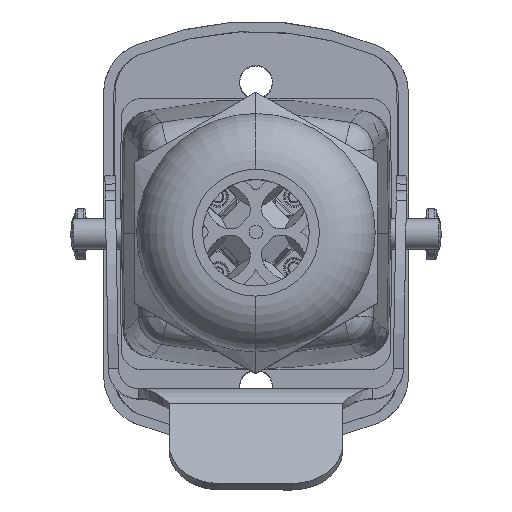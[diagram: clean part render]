
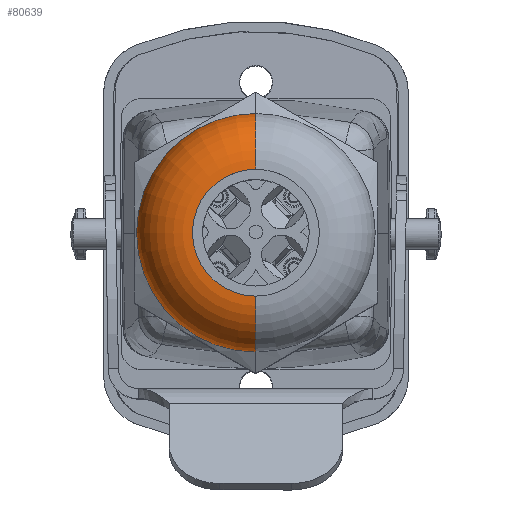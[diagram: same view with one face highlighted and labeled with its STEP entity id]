
A CAD part, top view. The second image highlights one B-rep face of the part: STEP entity #80639.
In plain terms, the highlighted toroidal (fillet/blend) face has major radius 6.25 mm and minor radius 5.5 mm.
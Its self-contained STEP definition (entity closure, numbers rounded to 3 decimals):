
#80522=AXIS2_PLACEMENT_3D('Circle Axis2P3D',#80520,#80521,$) ;
#80612=AXIS2_PLACEMENT_3D('Torus Axis2P3D',#80609,#80610,#80611) ;
#80616=AXIS2_PLACEMENT_3D('Circle Axis2P3D',#80614,#80615,$) ;
#80623=AXIS2_PLACEMENT_3D('Circle Axis2P3D',#80621,#80622,$) ;
#80630=AXIS2_PLACEMENT_3D('Circle Axis2P3D',#80628,#80629,$) ;
#80510=CARTESIAN_POINT('Vertex',(18.242,37.,102.8)) ;
#80517=CARTESIAN_POINT('Vertex',(18.242,13.5,102.8)) ;
#80520=CARTESIAN_POINT('Axis2P3D Location',(18.242,25.25,102.8)) ;
#80609=CARTESIAN_POINT('Axis2P3D Location',(18.242,25.25,102.8)) ;
#80614=CARTESIAN_POINT('Axis2P3D Location',(18.242,31.5,102.8)) ;
#80618=CARTESIAN_POINT('Vertex',(18.242,31.5,108.3)) ;
#80621=CARTESIAN_POINT('Axis2P3D Location',(18.242,19.,102.8)) ;
#80625=CARTESIAN_POINT('Vertex',(18.242,19.,108.3)) ;
#80628=CARTESIAN_POINT('Axis2P3D Location',(18.242,25.25,108.3)) ;
#80521=DIRECTION('Axis2P3D Direction',(0.,0.,1.)) ;
#80610=DIRECTION('Axis2P3D Direction',(0.,0.,-1.)) ;
#80611=DIRECTION('Axis2P3D XDirection',(0.,-1.,0.)) ;
#80615=DIRECTION('Axis2P3D Direction',(-1.,0.,0.)) ;
#80622=DIRECTION('Axis2P3D Direction',(1.,0.,0.)) ;
#80629=DIRECTION('Axis2P3D Direction',(0.,-0.,-1.)) ;
#80634=ORIENTED_EDGE('',*,*,#80620,.F.) ;
#80635=ORIENTED_EDGE('',*,*,#80524,.F.) ;
#80636=ORIENTED_EDGE('',*,*,#80627,.F.) ;
#80637=ORIENTED_EDGE('',*,*,#80632,.T.) ;
#80639=ADVANCED_FACE('Hauptk\X2\00F6\X0\rper.1',(#80638),#80613,.T.) ;
#80523=CIRCLE('generated circle',#80522,11.75) ;
#80617=CIRCLE('generated circle',#80616,5.5) ;
#80624=CIRCLE('generated circle',#80623,5.5) ;
#80631=CIRCLE('generated circle',#80630,6.25) ;
#80613=TOROIDAL_SURFACE('homeo Torus',#80612,6.25,5.5) ;
#80524=EDGE_CURVE('',#80518,#80511,#80523,.F.) ;
#80620=EDGE_CURVE('',#80511,#80619,#80617,.F.) ;
#80627=EDGE_CURVE('',#80626,#80518,#80624,.T.) ;
#80632=EDGE_CURVE('',#80626,#80619,#80631,.T.) ;
#80633=EDGE_LOOP('',(#80634,#80635,#80636,#80637)) ;
#80638=FACE_OUTER_BOUND('',#80633,.T.) ;
#80511=VERTEX_POINT('',#80510) ;
#80518=VERTEX_POINT('',#80517) ;
#80619=VERTEX_POINT('',#80618) ;
#80626=VERTEX_POINT('',#80625) ;
